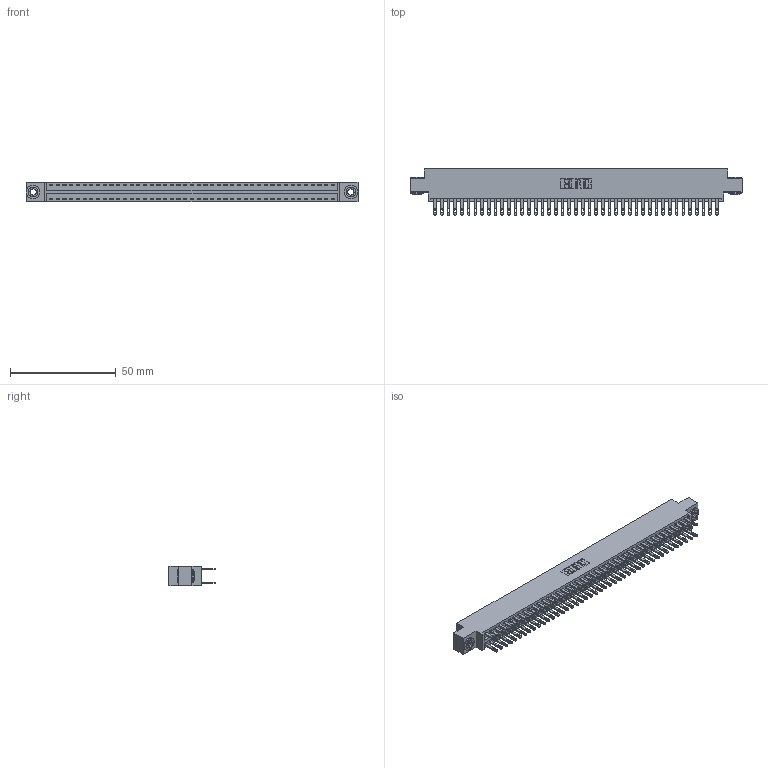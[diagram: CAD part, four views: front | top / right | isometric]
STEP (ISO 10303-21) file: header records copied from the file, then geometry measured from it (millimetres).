
FILE_DESCRIPTION (( 'STEP AP203' ), '1' );
FILE_NAME ('346-086-500-803.STEP', '2022-05-25T21:31:06', ( '' ), ( '' ), 'SwSTEP 2.0', 'SolidWorks 2020', '' );
FILE_SCHEMA (( 'CONFIG_CONTROL_DESIGN' ));
Length unit declared in the file: inch
Products named in the file (4): 345-292-001_345-293-100; 346-086-500-803; 345-250-002_345-250-002-102; 346 Part_0.170 Offset - 0.156 Dia-TH
Assembly tree (89 placements, depth 2):
  346-086-500-803
    346 Part_0.170 Offset - 0.156 Dia-TH
    345-292-001_345-293-100  x86
    345-250-002_345-250-002-102  x2
Bounding box: 157.1 x 21.84 x 9.4 mm (x, y, z)
Volume: 15436.4 mm3; surface area: 22562.5 mm2
Topology: 89 solids, 89 shells, 4306 faces, 13095 edges, 8726 vertices
Faces by surface type: plane 2598, cylinder 1700, cone 8
Entity records: 29056 total; most frequent: CARTESIAN_POINT 4769, ORIENTED_EDGE 4694, DIRECTION 4285, EDGE_CURVE 2347, LINE 2015, VECTOR 2015, VERTEX_POINT 1562, AXIS2_PLACEMENT_3D 1135
